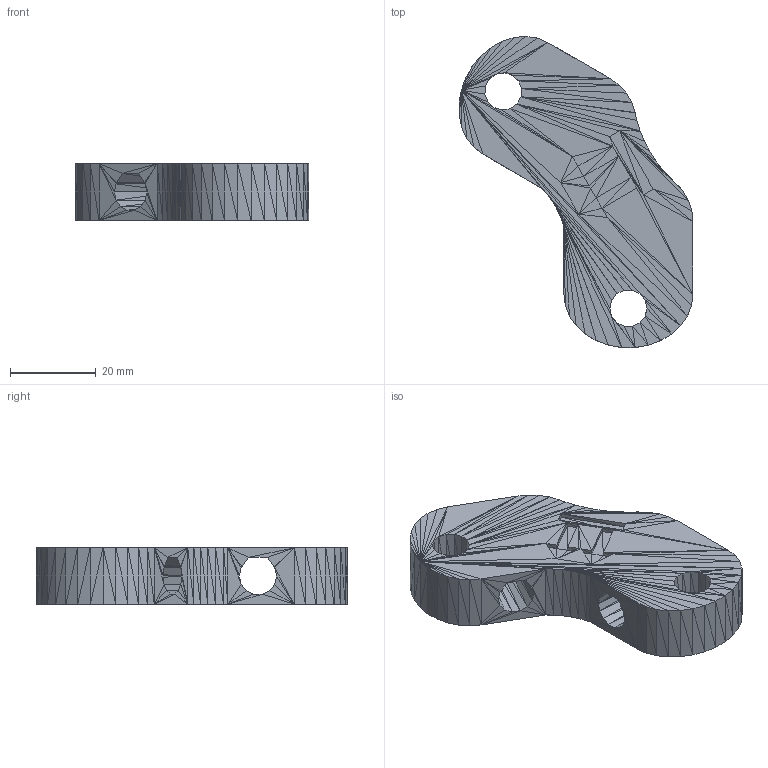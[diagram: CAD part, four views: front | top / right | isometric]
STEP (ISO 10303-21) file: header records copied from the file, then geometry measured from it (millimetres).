
FILE_DESCRIPTION(('FreeCAD Model'),'2;1');
FILE_NAME('frame-vertex.stp', '2011-11-21T21:26:06',('FreeCAD'),('FreeCAD'), 'Open CASCADE STEP processor 6.3','FreeCAD','Unknown');
FILE_SCHEMA(('AUTOMOTIVE_DESIGN_CC2 { 1 2 10303 214 -1 1 5 4 }'));
Length unit declared in the file: millimetre
Products named in the file (1): Open CASCADE STEP translator 6.3 5
Bounding box: 54.65 x 72.69 x 13.2 mm (x, y, z)
Volume: 24303.2 mm3; surface area: 9334.3 mm2
Topology: 1 solids, 1 shells, 640 faces, 960 edges, 314 vertices
Faces by surface type: plane 640
Entity records: 24006 total; most frequent: CARTESIAN_POINT 4795, DIRECTION 3202, ORIENTED_EDGE 1920, LINE 1920, VECTOR 1920, PCURVE 1920, DEFINITIONAL_REPRESENTATION 1920, EDGE_CURVE 960
